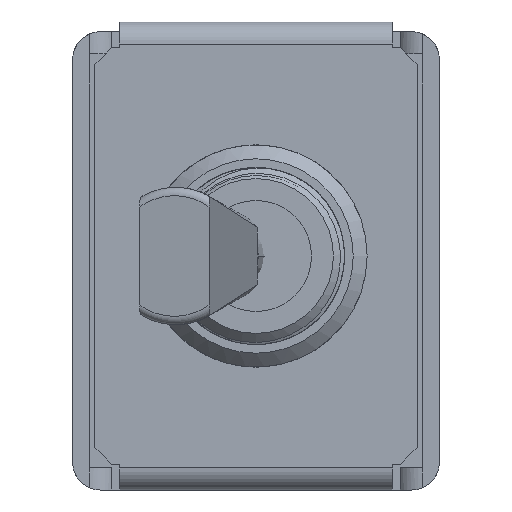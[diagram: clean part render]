
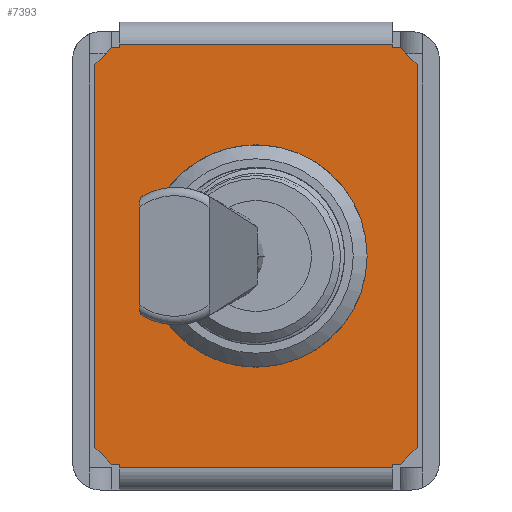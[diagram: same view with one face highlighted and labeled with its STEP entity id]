
A CAD part, front view. The second image highlights one B-rep face of the part: STEP entity #7393.
In plain terms, the highlighted planar face has unit normal (0, -1, 0).
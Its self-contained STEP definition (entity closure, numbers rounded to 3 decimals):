
#6202=DIRECTION('',(1.,0.,0.));
#6203=VECTOR('',#6202,9.8);
#6204=CARTESIAN_POINT('',(-4.9,0.,-12.3));
#6205=LINE('',#6204,#6203);
#6232=DIRECTION('',(0.,0.,-1.));
#6233=VECTOR('',#6232,0.13);
#6234=CARTESIAN_POINT('',(-4.9,0.,-12.17));
#6235=LINE('',#6234,#6233);
#6244=DIRECTION('',(0.,0.,-1.));
#6245=VECTOR('',#6244,0.13);
#6246=CARTESIAN_POINT('',(4.9,0.,-12.17));
#6247=LINE('',#6246,#6245);
#6248=DIRECTION('',(-1.,0.,0.));
#6249=VECTOR('',#6248,0.3);
#6250=CARTESIAN_POINT('',(-4.9,0.,-12.17));
#6251=LINE('',#6250,#6249);
#6252=DIRECTION('',(-0.707,0.,0.707));
#6253=VECTOR('',#6252,0.849);
#6254=CARTESIAN_POINT('',(-5.2,0.,-12.17));
#6255=LINE('',#6254,#6253);
#6256=DIRECTION('',(0.,0.,1.));
#6257=VECTOR('',#6256,13.79);
#6258=CARTESIAN_POINT('',(-5.8,0.,-11.57));
#6259=LINE('',#6258,#6257);
#6260=DIRECTION('',(0.707,0.,0.707));
#6261=VECTOR('',#6260,0.849);
#6262=CARTESIAN_POINT('',(-5.8,0.,2.22));
#6263=LINE('',#6262,#6261);
#6264=DIRECTION('',(0.,0.,1.));
#6265=VECTOR('',#6264,0.13);
#6266=CARTESIAN_POINT('',(-4.9,0.,2.82));
#6267=LINE('',#6266,#6265);
#6268=DIRECTION('',(1.,0.,0.));
#6269=VECTOR('',#6268,0.3);
#6270=CARTESIAN_POINT('',(4.9,0.,2.82));
#6271=LINE('',#6270,#6269);
#6272=DIRECTION('',(0.707,0.,-0.707));
#6273=VECTOR('',#6272,0.849);
#6274=CARTESIAN_POINT('',(5.2,0.,2.82));
#6275=LINE('',#6274,#6273);
#6276=DIRECTION('',(-0.707,0.,-0.707));
#6277=VECTOR('',#6276,0.849);
#6278=CARTESIAN_POINT('',(5.8,0.,-11.57));
#6279=LINE('',#6278,#6277);
#6280=DIRECTION('',(1.,0.,0.));
#6281=VECTOR('',#6280,0.3);
#6282=CARTESIAN_POINT('',(4.9,0.,-12.17));
#6283=LINE('',#6282,#6281);
#6300=DIRECTION('',(0.,0.,1.));
#6301=VECTOR('',#6300,13.79);
#6302=CARTESIAN_POINT('',(5.8,0.,-11.57));
#6303=LINE('',#6302,#6301);
#6336=DIRECTION('',(0.,0.,1.));
#6337=VECTOR('',#6336,0.13);
#6338=CARTESIAN_POINT('',(4.9,0.,2.82));
#6339=LINE('',#6338,#6337);
#6354=DIRECTION('',(-1.,0.,0.));
#6355=VECTOR('',#6354,9.8);
#6356=CARTESIAN_POINT('',(4.9,0.,2.95));
#6357=LINE('',#6356,#6355);
#6384=DIRECTION('',(-1.,0.,0.));
#6385=VECTOR('',#6384,0.3);
#6386=CARTESIAN_POINT('',(-4.9,0.,2.82));
#6387=LINE('',#6386,#6385);
#6796=CARTESIAN_POINT('',(-4.9,0.,-12.3));
#6797=VERTEX_POINT('',#6796);
#6800=CARTESIAN_POINT('',(4.9,0.,-12.3));
#6801=VERTEX_POINT('',#6800);
#6802=CARTESIAN_POINT('',(4.9,0.,-12.17));
#6803=CARTESIAN_POINT('',(5.2,0.,-12.17));
#6804=VERTEX_POINT('',#6802);
#6805=VERTEX_POINT('',#6803);
#6806=CARTESIAN_POINT('',(-4.9,0.,-12.17));
#6807=VERTEX_POINT('',#6806);
#6808=CARTESIAN_POINT('',(-5.2,0.,-12.17));
#6809=VERTEX_POINT('',#6808);
#6810=CARTESIAN_POINT('',(-5.8,0.,-11.57));
#6811=VERTEX_POINT('',#6810);
#6812=CARTESIAN_POINT('',(-5.8,0.,2.22));
#6813=VERTEX_POINT('',#6812);
#6814=CARTESIAN_POINT('',(-5.2,0.,2.82));
#6815=VERTEX_POINT('',#6814);
#6816=CARTESIAN_POINT('',(-4.9,0.,2.82));
#6817=VERTEX_POINT('',#6816);
#6818=CARTESIAN_POINT('',(-4.9,0.,2.95));
#6819=VERTEX_POINT('',#6818);
#6820=CARTESIAN_POINT('',(4.9,0.,2.95));
#6821=VERTEX_POINT('',#6820);
#6822=CARTESIAN_POINT('',(4.9,0.,2.82));
#6823=VERTEX_POINT('',#6822);
#6824=CARTESIAN_POINT('',(5.2,0.,2.82));
#6825=VERTEX_POINT('',#6824);
#6826=CARTESIAN_POINT('',(5.8,0.,2.22));
#6827=VERTEX_POINT('',#6826);
#6828=CARTESIAN_POINT('',(5.8,0.,-11.57));
#6829=VERTEX_POINT('',#6828);
#7357=CARTESIAN_POINT('',(-5.8,0.,3.75));
#7358=DIRECTION('',(0.,-1.,0.));
#7359=DIRECTION('',(0.,0.,-1.));
#7360=AXIS2_PLACEMENT_3D('',#7357,#7358,#7359);
#7361=PLANE('',#7360);
#7363=ORIENTED_EDGE('',*,*,#7362,.F.);
#7365=ORIENTED_EDGE('',*,*,#7364,.T.);
#7366=ORIENTED_EDGE('',*,*,#7305,.F.);
#7367=ORIENTED_EDGE('',*,*,#7337,.F.);
#7368=ORIENTED_EDGE('',*,*,#7347,.T.);
#7370=ORIENTED_EDGE('',*,*,#7369,.T.);
#7372=ORIENTED_EDGE('',*,*,#7371,.T.);
#7374=ORIENTED_EDGE('',*,*,#7373,.T.);
#7376=ORIENTED_EDGE('',*,*,#7375,.F.);
#7378=ORIENTED_EDGE('',*,*,#7377,.T.);
#7380=ORIENTED_EDGE('',*,*,#7379,.F.);
#7382=ORIENTED_EDGE('',*,*,#7381,.F.);
#7384=ORIENTED_EDGE('',*,*,#7383,.T.);
#7386=ORIENTED_EDGE('',*,*,#7385,.T.);
#7388=ORIENTED_EDGE('',*,*,#7387,.F.);
#7390=ORIENTED_EDGE('',*,*,#7389,.T.);
#7391=EDGE_LOOP('',(#7363,#7365,#7366,#7367,#7368,#7370,#7372,#7374,#7376,#7378,
#7380,#7382,#7384,#7386,#7388,#7390));
#7392=FACE_OUTER_BOUND('',#7391,.F.);
#7393=ADVANCED_FACE('',(#7392),#7361,.T.);
#7305=EDGE_CURVE('',#6797,#6801,#6205,.T.);
#7337=EDGE_CURVE('',#6807,#6797,#6235,.T.);
#7347=EDGE_CURVE('',#6807,#6809,#6251,.T.);
#7362=EDGE_CURVE('',#6804,#6805,#6283,.T.);
#7364=EDGE_CURVE('',#6804,#6801,#6247,.T.);
#7369=EDGE_CURVE('',#6809,#6811,#6255,.T.);
#7371=EDGE_CURVE('',#6811,#6813,#6259,.T.);
#7373=EDGE_CURVE('',#6813,#6815,#6263,.T.);
#7375=EDGE_CURVE('',#6817,#6815,#6387,.T.);
#7377=EDGE_CURVE('',#6817,#6819,#6267,.T.);
#7379=EDGE_CURVE('',#6821,#6819,#6357,.T.);
#7381=EDGE_CURVE('',#6823,#6821,#6339,.T.);
#7383=EDGE_CURVE('',#6823,#6825,#6271,.T.);
#7385=EDGE_CURVE('',#6825,#6827,#6275,.T.);
#7387=EDGE_CURVE('',#6829,#6827,#6303,.T.);
#7389=EDGE_CURVE('',#6829,#6805,#6279,.T.);
